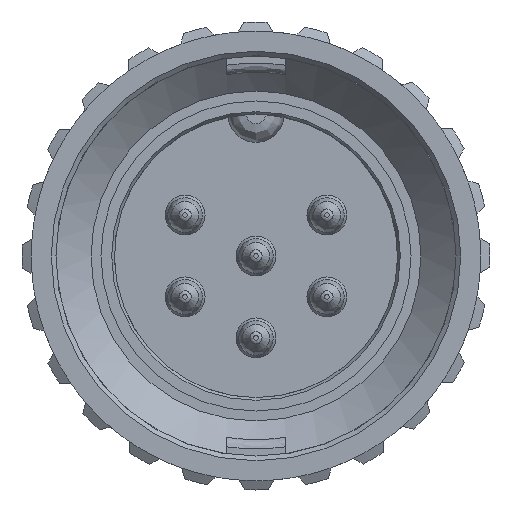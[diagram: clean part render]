
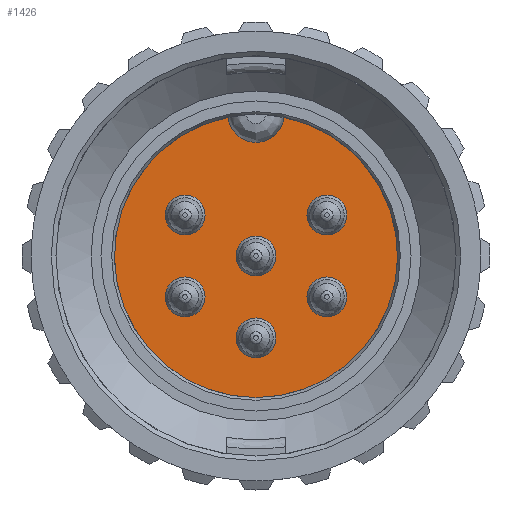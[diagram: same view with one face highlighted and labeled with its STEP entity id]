
A CAD part, front view. The second image highlights one B-rep face of the part: STEP entity #1426.
In plain terms, the highlighted planar face has unit normal (0, -1, 0).
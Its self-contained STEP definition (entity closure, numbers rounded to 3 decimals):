
#1426=ADVANCED_FACE('',(#3318,#3319,#3320,#3321,#3322,#3323,#3324),#1757,
 .F.);
#1757=PLANE('',#9833);
#3318=FACE_BOUND('',#3687,.T.);
#3319=FACE_BOUND('',#3688,.T.);
#3320=FACE_BOUND('',#3689,.T.);
#3321=FACE_BOUND('',#3690,.T.);
#3322=FACE_BOUND('',#3691,.T.);
#3323=FACE_BOUND('',#3692,.T.);
#3324=FACE_BOUND('',#3693,.T.);
#3687=EDGE_LOOP('',(#5572));
#3688=EDGE_LOOP('',(#5573));
#3689=EDGE_LOOP('',(#5574));
#3690=EDGE_LOOP('',(#5575));
#3691=EDGE_LOOP('',(#5576));
#3692=EDGE_LOOP('',(#5577));
#3693=EDGE_LOOP('',(#5578,#5579));
#5572=ORIENTED_EDGE('',*,*,#8359,.F.);
#5573=ORIENTED_EDGE('',*,*,#8358,.F.);
#5574=ORIENTED_EDGE('',*,*,#8357,.F.);
#5575=ORIENTED_EDGE('',*,*,#8356,.F.);
#5576=ORIENTED_EDGE('',*,*,#8355,.F.);
#5577=ORIENTED_EDGE('',*,*,#8354,.F.);
#5578=ORIENTED_EDGE('',*,*,#8360,.T.);
#5579=ORIENTED_EDGE('',*,*,#8361,.T.);
#7221=VERTEX_POINT('',#15301);
#7222=VERTEX_POINT('',#15304);
#7223=VERTEX_POINT('',#15307);
#7224=VERTEX_POINT('',#15310);
#7225=VERTEX_POINT('',#15313);
#7226=VERTEX_POINT('',#15316);
#7227=VERTEX_POINT('',#15319);
#7228=VERTEX_POINT('',#15320);
#8354=EDGE_CURVE('',#7221,#7221,#9107,.T.);
#8355=EDGE_CURVE('',#7222,#7222,#9108,.T.);
#8356=EDGE_CURVE('',#7223,#7223,#9109,.T.);
#8357=EDGE_CURVE('',#7224,#7224,#9110,.T.);
#8358=EDGE_CURVE('',#7225,#7225,#9111,.T.);
#8359=EDGE_CURVE('',#7226,#7226,#9112,.T.);
#8360=EDGE_CURVE('',#7227,#7228,#9113,.T.);
#8361=EDGE_CURVE('',#7228,#7227,#9114,.T.);
#9107=CIRCLE('',#9819,0.853);
#9108=CIRCLE('',#9821,0.853);
#9109=CIRCLE('',#9823,0.853);
#9110=CIRCLE('',#9825,0.853);
#9111=CIRCLE('',#9827,0.853);
#9112=CIRCLE('',#9829,0.853);
#9113=CIRCLE('',#9831,6.05);
#9114=CIRCLE('',#9832,1.2);
#9819=AXIS2_PLACEMENT_3D('',#15300,#11730,#11731);
#9821=AXIS2_PLACEMENT_3D('',#15303,#11734,#11735);
#9823=AXIS2_PLACEMENT_3D('',#15306,#11738,#11739);
#9825=AXIS2_PLACEMENT_3D('',#15309,#11742,#11743);
#9827=AXIS2_PLACEMENT_3D('',#15312,#11746,#11747);
#9829=AXIS2_PLACEMENT_3D('',#15315,#11750,#11751);
#9831=AXIS2_PLACEMENT_3D('',#15318,#11754,#11755);
#9832=AXIS2_PLACEMENT_3D('',#15321,#11756,#11757);
#9833=AXIS2_PLACEMENT_3D('',#15322,#11758,#11759);
#11730=DIRECTION('',(0.,-1.,0.));
#11731=DIRECTION('',(0.,0.,1.));
#11734=DIRECTION('',(0.,-1.,0.));
#11735=DIRECTION('',(0.,0.,1.));
#11738=DIRECTION('',(0.,-1.,0.));
#11739=DIRECTION('',(0.,0.,1.));
#11742=DIRECTION('',(0.,-1.,0.));
#11743=DIRECTION('',(0.,0.,1.));
#11746=DIRECTION('',(0.,-1.,0.));
#11747=DIRECTION('',(0.,0.,1.));
#11750=DIRECTION('',(0.,-1.,0.));
#11751=DIRECTION('',(0.,0.,1.));
#11754=DIRECTION('',(0.,-1.,0.));
#11755=DIRECTION('',(0.,0.,1.));
#11756=DIRECTION('',(0.,1.,0.));
#11757=DIRECTION('',(0.,0.,-1.));
#11758=DIRECTION('',(0.,1.,0.));
#11759=DIRECTION('',(0.,0.,-1.));
#15300=CARTESIAN_POINT('',(11.969,-25.,1.75));
#15301=CARTESIAN_POINT('',(11.969,-25.,2.603));
#15303=CARTESIAN_POINT('',(15.,-25.,0.));
#15304=CARTESIAN_POINT('',(15.,-25.,0.853));
#15306=CARTESIAN_POINT('',(18.031,-25.,1.75));
#15307=CARTESIAN_POINT('',(18.031,-25.,2.603));
#15309=CARTESIAN_POINT('',(18.031,-25.,-1.75));
#15310=CARTESIAN_POINT('',(18.031,-25.,-0.897));
#15312=CARTESIAN_POINT('',(15.,-25.,-3.5));
#15313=CARTESIAN_POINT('',(15.,-25.,-2.647));
#15315=CARTESIAN_POINT('',(11.969,-25.,-1.75));
#15316=CARTESIAN_POINT('',(11.969,-25.,-0.897));
#15318=CARTESIAN_POINT('',(15.,-25.,0.));
#15319=CARTESIAN_POINT('',(13.806,-25.,5.931));
#15320=CARTESIAN_POINT('',(16.194,-25.,5.931));
#15321=CARTESIAN_POINT('',(15.,-25.,6.05));
#15322=CARTESIAN_POINT('',(15.,-25.,6.05));
